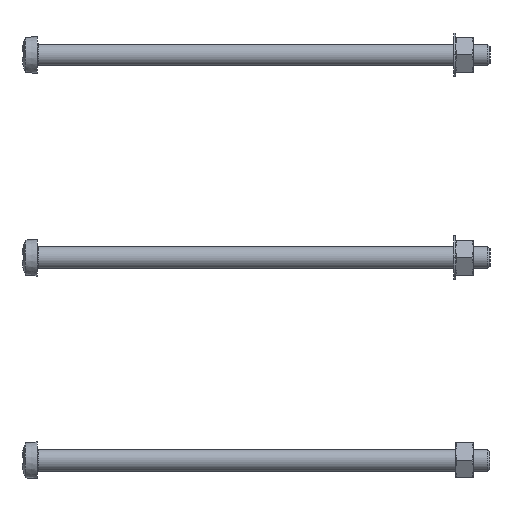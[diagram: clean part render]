
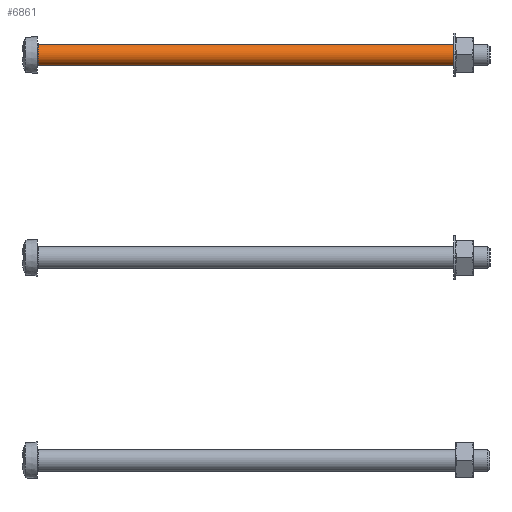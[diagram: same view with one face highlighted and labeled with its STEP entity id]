
A CAD part, left-side view. The second image highlights one B-rep face of the part: STEP entity #6861.
In plain terms, the highlighted cylindrical face has radius 2.5 mm (diameter 5 mm), a partial arc.
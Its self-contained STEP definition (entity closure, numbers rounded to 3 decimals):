
#5877=CARTESIAN_POINT('',(-107.25,-37.,-23.25));
#5878=DIRECTION('',(0.,-1.,0.));
#5879=DIRECTION('',(0.,0.,1.));
#5880=AXIS2_PLACEMENT_3D('',#5877,#5878,#5879);
#6297=DIRECTION('',(0.,1.,0.));
#6298=VECTOR('',#6297,95.75);
#6299=CARTESIAN_POINT('',(-107.25,-37.,-20.75));
#6300=LINE('',#6299,#6298);
#6306=DIRECTION('',(0.,-1.,0.));
#6307=VECTOR('',#6306,95.75);
#6308=CARTESIAN_POINT('',(-107.25,58.75,-25.75));
#6309=LINE('',#6308,#6307);
#6552=CARTESIAN_POINT('',(-107.25,58.75,-23.25));
#6553=DIRECTION('',(0.,-1.,0.));
#6554=DIRECTION('',(0.,0.,1.));
#6555=AXIS2_PLACEMENT_3D('',#6552,#6553,#6554);
#6573=CARTESIAN_POINT('',(-107.25,58.75,-20.75));
#6574=CARTESIAN_POINT('',(-107.25,58.75,-25.75));
#6575=VERTEX_POINT('',#6573);
#6576=VERTEX_POINT('',#6574);
#6689=CARTESIAN_POINT('',(-107.25,-37.,-20.75));
#6690=CARTESIAN_POINT('',(-107.25,-37.,-25.75));
#6691=VERTEX_POINT('',#6689);
#6692=VERTEX_POINT('',#6690);
#6847=CARTESIAN_POINT('',(-107.25,60.812,-23.25));
#6848=DIRECTION('',(0.,-1.,0.));
#6849=DIRECTION('',(0.,0.,1.));
#6850=AXIS2_PLACEMENT_3D('',#6847,#6848,#6849);
#6851=CYLINDRICAL_SURFACE('',#6850,2.5);
#6852=ORIENTED_EDGE('',*,*,#6817,.T.);
#6854=ORIENTED_EDGE('',*,*,#6853,.F.);
#6856=ORIENTED_EDGE('',*,*,#6855,.F.);
#6858=ORIENTED_EDGE('',*,*,#6857,.F.);
#6859=EDGE_LOOP('',(#6852,#6854,#6856,#6858));
#6860=FACE_OUTER_BOUND('',#6859,.F.);
#5881=CIRCLE('',#5880,2.5);
#6556=CIRCLE('',#6555,2.5);
#6817=EDGE_CURVE('',#6691,#6692,#5881,.T.);
#6853=EDGE_CURVE('',#6576,#6692,#6309,.T.);
#6855=EDGE_CURVE('',#6575,#6576,#6556,.T.);
#6857=EDGE_CURVE('',#6691,#6575,#6300,.T.);
#6861=ADVANCED_FACE('',(#6860),#6851,.T.);
